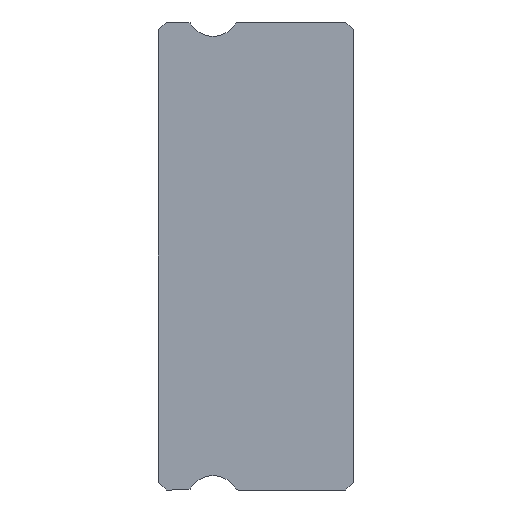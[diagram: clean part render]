
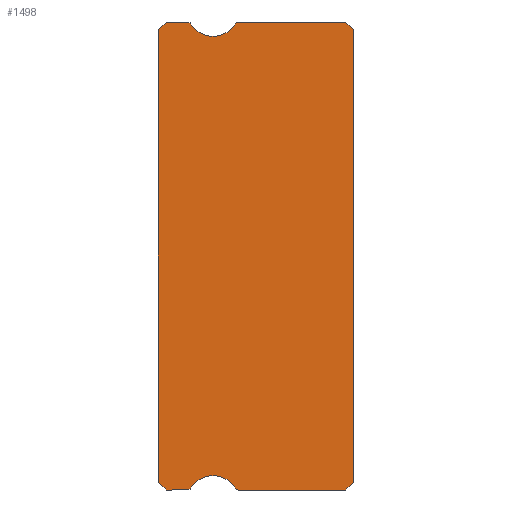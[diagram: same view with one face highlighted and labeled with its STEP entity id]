
A CAD part, left-side view. The second image highlights one B-rep face of the part: STEP entity #1498.
In plain terms, the highlighted planar face has unit normal (-1, 0, 0).
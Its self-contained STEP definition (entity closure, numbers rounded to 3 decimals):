
#43 = AXIS2_PLACEMENT_3D ( 'NONE', #1032, #1899, #550 ) ;
#73 = VECTOR ( 'NONE', #1384, 1000. ) ;
#85 = VERTEX_POINT ( 'NONE', #2675 ) ;
#136 = CARTESIAN_POINT ( 'NONE',  ( -10., 6.253, -8.928 ) ) ;
#142 = LINE ( 'NONE', #799, #1233 ) ;
#182 = EDGE_CURVE ( 'NONE', #2019, #1147, #2576, .T. ) ;
#236 = EDGE_CURVE ( 'NONE', #576, #2715, #760, .T. ) ;
#276 = VECTOR ( 'NONE', #2164, 1000. ) ;
#287 = ORIENTED_EDGE ( 'NONE', *, *, #2511, .T. ) ;
#297 = AXIS2_PLACEMENT_3D ( 'NONE', #1604, #1796, #2681 ) ;
#352 = DIRECTION ( 'NONE',  ( 1., 0., 0. ) ) ;
#365 = EDGE_CURVE ( 'NONE', #1883, #1221, #2226, .T. ) ;
#400 = CIRCLE ( 'NONE', #2692, 0.15 ) ;
#403 = CARTESIAN_POINT ( 'NONE',  ( -10., 7.5, 8.7 ) ) ;
#427 = DIRECTION ( 'NONE',  ( 0., 0., 1. ) ) ;
#443 = VECTOR ( 'NONE', #2082, 1000. ) ;
#448 = AXIS2_PLACEMENT_3D ( 'NONE', #469, #1395, #731 ) ;
#465 = ORIENTED_EDGE ( 'NONE', *, *, #1381, .F. ) ;
#469 = CARTESIAN_POINT ( 'NONE',  ( -10., 4.419, -8.85 ) ) ;
#495 = CARTESIAN_POINT ( 'NONE',  ( -10., 0.3, -9. ) ) ;
#542 = CARTESIAN_POINT ( 'NONE',  ( -10., 0.3, 9. ) ) ;
#548 = CARTESIAN_POINT ( 'NONE',  ( -10., 0., 8.7 ) ) ;
#550 = DIRECTION ( 'NONE',  ( 0., 0., -1. ) ) ;
#576 = VERTEX_POINT ( 'NONE', #2595 ) ;
#579 = VERTEX_POINT ( 'NONE', #628 ) ;
#582 = AXIS2_PLACEMENT_3D ( 'NONE', #1651, #352, #1692 ) ;
#596 = CIRCLE ( 'NONE', #2202, 1. ) ;
#628 = CARTESIAN_POINT ( 'NONE',  ( -10., 6.381, 9. ) ) ;
#679 = EDGE_CURVE ( 'NONE', #2519, #1960, #2520, .T. ) ;
#683 = CARTESIAN_POINT ( 'NONE',  ( -10., 6.253, 8.928 ) ) ;
#699 = DIRECTION ( 'NONE',  ( 1., 0., 0. ) ) ;
#731 = DIRECTION ( 'NONE',  ( 0., 0., -1. ) ) ;
#755 = ORIENTED_EDGE ( 'NONE', *, *, #2224, .T. ) ;
#760 = CIRCLE ( 'NONE', #1810, 1. ) ;
#784 = DIRECTION ( 'NONE',  ( 0., 1., 0. ) ) ;
#799 = CARTESIAN_POINT ( 'NONE',  ( -10., 7.2, 9. ) ) ;
#808 = ORIENTED_EDGE ( 'NONE', *, *, #182, .T. ) ;
#813 = CARTESIAN_POINT ( 'NONE',  ( -10., 6.381, -9. ) ) ;
#900 = VECTOR ( 'NONE', #2721, 1000. ) ;
#906 = CARTESIAN_POINT ( 'NONE',  ( -10., 0., -8.7 ) ) ;
#928 = EDGE_CURVE ( 'NONE', #1147, #1627, #1413, .T. ) ;
#980 = LINE ( 'NONE', #813, #1212 ) ;
#1004 = CARTESIAN_POINT ( 'NONE',  ( -10., 7.2, -9. ) ) ;
#1010 = LINE ( 'NONE', #1200, #443 ) ;
#1020 = DIRECTION ( 'NONE',  ( 0., 0., -1. ) ) ;
#1028 = CARTESIAN_POINT ( 'NONE',  ( -10., 5.4, -9.45 ) ) ;
#1032 = CARTESIAN_POINT ( 'NONE',  ( -10., 6.381, 8.85 ) ) ;
#1036 = DIRECTION ( 'NONE',  ( 0., 1., 0. ) ) ;
#1048 = CARTESIAN_POINT ( 'NONE',  ( -10., 7.5, 8.7 ) ) ;
#1093 = CIRCLE ( 'NONE', #2650, 1. ) ;
#1106 = EDGE_CURVE ( 'NONE', #85, #1883, #1093, .T. ) ;
#1132 = DIRECTION ( 'NONE',  ( 0., -0.707, -0.707 ) ) ;
#1142 = CARTESIAN_POINT ( 'NONE',  ( -10., 4.419, -9. ) ) ;
#1143 = CARTESIAN_POINT ( 'NONE',  ( -10., 6.381, -9. ) ) ;
#1147 = VERTEX_POINT ( 'NONE', #2345 ) ;
#1182 = DIRECTION ( 'NONE',  ( -1., 0., 0. ) ) ;
#1200 = CARTESIAN_POINT ( 'NONE',  ( -10., 6.381, 9. ) ) ;
#1212 = VECTOR ( 'NONE', #784, 1000. ) ;
#1221 = VERTEX_POINT ( 'NONE', #1534 ) ;
#1233 = VECTOR ( 'NONE', #1036, 1000. ) ;
#1241 = DIRECTION ( 'NONE',  ( -1., 0., 0. ) ) ;
#1283 = EDGE_CURVE ( 'NONE', #2019, #2729, #1297, .T. ) ;
#1291 = LINE ( 'NONE', #403, #276 ) ;
#1297 = LINE ( 'NONE', #2402, #1458 ) ;
#1317 = ORIENTED_EDGE ( 'NONE', *, *, #1966, .F. ) ;
#1330 = VERTEX_POINT ( 'NONE', #495 ) ;
#1355 = CARTESIAN_POINT ( 'NONE',  ( -10., 0., 8.7 ) ) ;
#1362 = VERTEX_POINT ( 'NONE', #1142 ) ;
#1381 = EDGE_CURVE ( 'NONE', #1362, #576, #1691, .T. ) ;
#1384 = DIRECTION ( 'NONE',  ( 0., 0.707, -0.707 ) ) ;
#1390 = VECTOR ( 'NONE', #2747, 1000. ) ;
#1395 = DIRECTION ( 'NONE',  ( 1., 0., 0. ) ) ;
#1413 = LINE ( 'NONE', #1426, #900 ) ;
#1424 = DIRECTION ( 'NONE',  ( 0., 0., 1. ) ) ;
#1426 = CARTESIAN_POINT ( 'NONE',  ( -10., 6.381, -9. ) ) ;
#1431 = ORIENTED_EDGE ( 'NONE', *, *, #1106, .F. ) ;
#1438 = VERTEX_POINT ( 'NONE', #683 ) ;
#1453 = DIRECTION ( 'NONE',  ( -1., 0., 0. ) ) ;
#1458 = VECTOR ( 'NONE', #427, 1000. ) ;
#1498 = ADVANCED_FACE ( 'NONE', ( #2551 ), #2127, .F. ) ;
#1534 = CARTESIAN_POINT ( 'NONE',  ( -10., 4.419, 9. ) ) ;
#1542 = EDGE_LOOP ( 'NONE', ( #2774, #808, #2151, #1317, #2796, #465, #2406, #2549, #2767, #2191, #2061, #1786, #1431, #2427, #2034, #287, #755 ) ) ;
#1550 = CARTESIAN_POINT ( 'NONE',  ( -10., 5.4, 9.45 ) ) ;
#1604 = CARTESIAN_POINT ( 'NONE',  ( -10., 4.419, 8.85 ) ) ;
#1610 = EDGE_CURVE ( 'NONE', #2519, #1330, #1795, .T. ) ;
#1622 = DIRECTION ( 'NONE',  ( 0., 0., -1. ) ) ;
#1627 = VERTEX_POINT ( 'NONE', #1143 ) ;
#1651 = CARTESIAN_POINT ( 'NONE',  ( -10., 6.381, 8.85 ) ) ;
#1668 = EDGE_CURVE ( 'NONE', #2384, #1960, #2279, .T. ) ;
#1691 = CIRCLE ( 'NONE', #448, 0.15 ) ;
#1692 = DIRECTION ( 'NONE',  ( 0., 0., -1. ) ) ;
#1757 = VERTEX_POINT ( 'NONE', #1866 ) ;
#1779 = CARTESIAN_POINT ( 'NONE',  ( -10., 0.3, 9. ) ) ;
#1786 = ORIENTED_EDGE ( 'NONE', *, *, #365, .F. ) ;
#1795 = LINE ( 'NONE', #906, #73 ) ;
#1796 = DIRECTION ( 'NONE',  ( 1., 0., 0. ) ) ;
#1808 = CARTESIAN_POINT ( 'NONE',  ( -10., 6.381, -8.85 ) ) ;
#1810 = AXIS2_PLACEMENT_3D ( 'NONE', #1028, #1453, #2589 ) ;
#1815 = VECTOR ( 'NONE', #1424, 1000. ) ;
#1832 = EDGE_CURVE ( 'NONE', #1330, #1362, #980, .T. ) ;
#1842 = CARTESIAN_POINT ( 'NONE',  ( -10., 7.5, -8.7 ) ) ;
#1866 = CARTESIAN_POINT ( 'NONE',  ( -10., 7.2, 9. ) ) ;
#1883 = VERTEX_POINT ( 'NONE', #1905 ) ;
#1899 = DIRECTION ( 'NONE',  ( 1., 0., 0. ) ) ;
#1905 = CARTESIAN_POINT ( 'NONE',  ( -10., 4.547, 8.928 ) ) ;
#1960 = VERTEX_POINT ( 'NONE', #1355 ) ;
#1966 = EDGE_CURVE ( 'NONE', #2715, #1627, #400, .T. ) ;
#2004 = VECTOR ( 'NONE', #1132, 1000. ) ;
#2019 = VERTEX_POINT ( 'NONE', #1842 ) ;
#2034 = ORIENTED_EDGE ( 'NONE', *, *, #2717, .F. ) ;
#2061 = ORIENTED_EDGE ( 'NONE', *, *, #2096, .F. ) ;
#2082 = DIRECTION ( 'NONE',  ( 0., -1., 0. ) ) ;
#2096 = EDGE_CURVE ( 'NONE', #1221, #2384, #1010, .T. ) ;
#2127 = PLANE ( 'NONE',  #582 ) ;
#2151 = ORIENTED_EDGE ( 'NONE', *, *, #928, .T. ) ;
#2164 = DIRECTION ( 'NONE',  ( 0., 0.707, -0.707 ) ) ;
#2191 = ORIENTED_EDGE ( 'NONE', *, *, #1668, .F. ) ;
#2202 = AXIS2_PLACEMENT_3D ( 'NONE', #1550, #1182, #2628 ) ;
#2224 = EDGE_CURVE ( 'NONE', #1757, #2729, #1291, .T. ) ;
#2226 = CIRCLE ( 'NONE', #297, 0.15 ) ;
#2279 = LINE ( 'NONE', #1779, #2004 ) ;
#2323 = CARTESIAN_POINT ( 'NONE',  ( -10., 5.4, 9.45 ) ) ;
#2345 = CARTESIAN_POINT ( 'NONE',  ( -10., 7.2, -9. ) ) ;
#2357 = EDGE_CURVE ( 'NONE', #1438, #85, #596, .T. ) ;
#2384 = VERTEX_POINT ( 'NONE', #542 ) ;
#2402 = CARTESIAN_POINT ( 'NONE',  ( -10., 7.5, 8.85 ) ) ;
#2406 = ORIENTED_EDGE ( 'NONE', *, *, #1832, .F. ) ;
#2427 = ORIENTED_EDGE ( 'NONE', *, *, #2357, .F. ) ;
#2511 = EDGE_CURVE ( 'NONE', #579, #1757, #142, .T. ) ;
#2519 = VERTEX_POINT ( 'NONE', #2777 ) ;
#2520 = LINE ( 'NONE', #548, #1815 ) ;
#2549 = ORIENTED_EDGE ( 'NONE', *, *, #1610, .F. ) ;
#2551 = FACE_OUTER_BOUND ( 'NONE', #1542, .T. ) ;
#2571 = CIRCLE ( 'NONE', #43, 0.15 ) ;
#2576 = LINE ( 'NONE', #1004, #1390 ) ;
#2589 = DIRECTION ( 'NONE',  ( 0., 0., -1. ) ) ;
#2595 = CARTESIAN_POINT ( 'NONE',  ( -10., 4.547, -8.928 ) ) ;
#2628 = DIRECTION ( 'NONE',  ( 0., 0., -1. ) ) ;
#2650 = AXIS2_PLACEMENT_3D ( 'NONE', #2323, #1241, #1020 ) ;
#2675 = CARTESIAN_POINT ( 'NONE',  ( -10., 5.4, 8.45 ) ) ;
#2681 = DIRECTION ( 'NONE',  ( 0., 0., -1. ) ) ;
#2692 = AXIS2_PLACEMENT_3D ( 'NONE', #1808, #699, #1622 ) ;
#2715 = VERTEX_POINT ( 'NONE', #136 ) ;
#2717 = EDGE_CURVE ( 'NONE', #579, #1438, #2571, .T. ) ;
#2721 = DIRECTION ( 'NONE',  ( 0., -1., 0. ) ) ;
#2729 = VERTEX_POINT ( 'NONE', #1048 ) ;
#2747 = DIRECTION ( 'NONE',  ( 0., -0.707, -0.707 ) ) ;
#2767 = ORIENTED_EDGE ( 'NONE', *, *, #679, .T. ) ;
#2774 = ORIENTED_EDGE ( 'NONE', *, *, #1283, .F. ) ;
#2777 = CARTESIAN_POINT ( 'NONE',  ( -10., 0., -8.7 ) ) ;
#2796 = ORIENTED_EDGE ( 'NONE', *, *, #236, .F. ) ;
